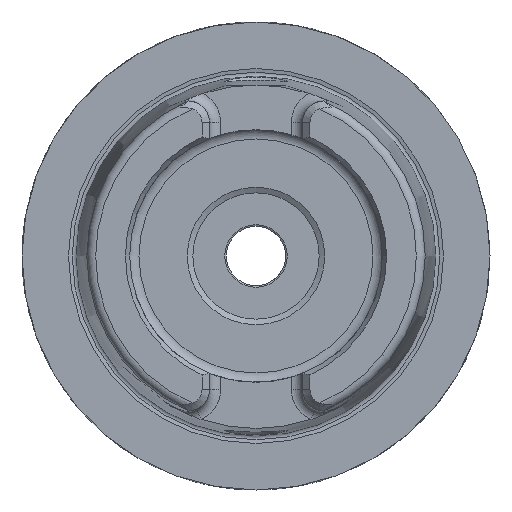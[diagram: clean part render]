
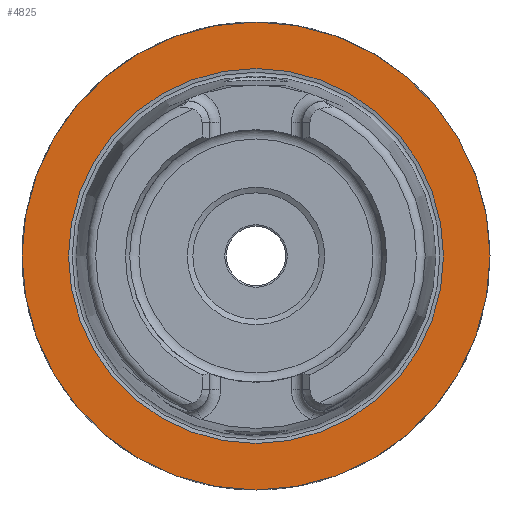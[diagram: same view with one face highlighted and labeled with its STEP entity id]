
A CAD part, left-side view. The second image highlights one B-rep face of the part: STEP entity #4825.
In plain terms, the highlighted planar face has unit normal (-1, 0, 0).
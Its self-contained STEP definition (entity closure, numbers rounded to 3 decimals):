
#869=CARTESIAN_POINT('',(0.,31.5,0.0));
#870=VERTEX_POINT('',#869);
#871=CARTESIAN_POINT('',(0.0,0.0,0.0));
#872=DIRECTION('',(1.0,0.0,0.0));
#873=DIRECTION('',(0.0,1.0,0.0));
#874=AXIS2_PLACEMENT_3D('',#871,#872,#873);
#875=CIRCLE('',#874,31.5);
#876=EDGE_CURVE('',#870,#870,#875,.T.);
#4767=CARTESIAN_POINT('',(0.,25.238,0.0));
#4768=VERTEX_POINT('',#4767);
#4769=CARTESIAN_POINT('',(0.,0.0,0.0));
#4770=DIRECTION('',(1.0,0.0,0.0));
#4771=DIRECTION('',(0.0,1.0,0.0));
#4772=AXIS2_PLACEMENT_3D('',#4769,#4770,#4771);
#4773=CIRCLE('',#4772,25.238);
#4774=EDGE_CURVE('',#4768,#4768,#4773,.T.);
#4814=CARTESIAN_POINT('',(0.,27.91,0.0));
#4815=DIRECTION('',(-1.0,0.0,0.0));
#4816=DIRECTION('',(0.0,0.0,1.0));
#4817=AXIS2_PLACEMENT_3D('',#4814,#4815,#4816);
#4818=PLANE('',#4817);
#4819=ORIENTED_EDGE('',*,*,#876,.F.);
#4820=EDGE_LOOP('',(#4819));
#4821=FACE_OUTER_BOUND('',#4820,.T.);
#4822=ORIENTED_EDGE('',*,*,#4774,.T.);
#4823=EDGE_LOOP('',(#4822));
#4824=FACE_BOUND('',#4823,.T.);
#4825=ADVANCED_FACE('',(#4821,#4824),#4818,.T.);
